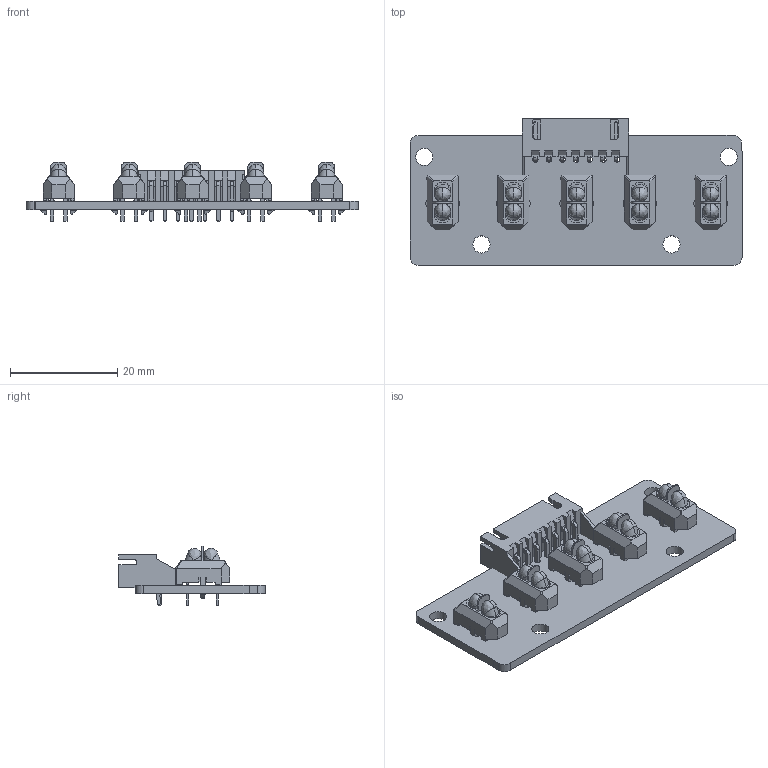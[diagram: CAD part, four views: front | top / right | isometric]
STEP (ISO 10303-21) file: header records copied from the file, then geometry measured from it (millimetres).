
FILE_DESCRIPTION(('KiCad electronic assembly'),'2;1');
FILE_NAME('lsa-2023.step','2022-12-15T12:40:01',('Pcbnew'),('Kicad'), 'Open CASCADE STEP processor 7.5','KiCad to STEP converter','Unknown' );
FILE_SCHEMA(('AUTOMOTIVE_DESIGN { 1 0 10303 214 1 1 1 1 }'));
Length unit declared in the file: millimetre
Products named in the file (6): lsa-2023 1; JST_XH_S7B-XH-A-1_1x07_P2.50mm_Horizontal; SOLID; TCRT5000; COMPOUND; lsa PCB
Assembly tree (9 placements, depth 3):
  lsa-2023 1
    JST_XH_S7B-XH-A-1_1x07_P2.50mm_Horizontal
      SOLID
    TCRT5000  x5
      COMPOUND
    lsa PCB
Bounding box: 61.91 x 27.29 x 11.1 mm (x, y, z)
Volume: 3853.3 mm3; surface area: 6383 mm2
Topology: 37 solids, 37 shells, 1348 faces, 3635 edges, 2355 vertices
Faces by surface type: plane 1125, cylinder 193, bspline 20, cone 10
Full cylindrical faces by diameter (mm): 1 x32, 2.5 x10, 3.2 x4
Entity records: 37293 total; most frequent: CARTESIAN_POINT 7318, DIRECTION 5229, LINE 3715, VECTOR 3715, ORIENTED_EDGE 2758, PCURVE 2758, DEFINITIONAL_REPRESENTATION 2758, EDGE_CURVE 1379
